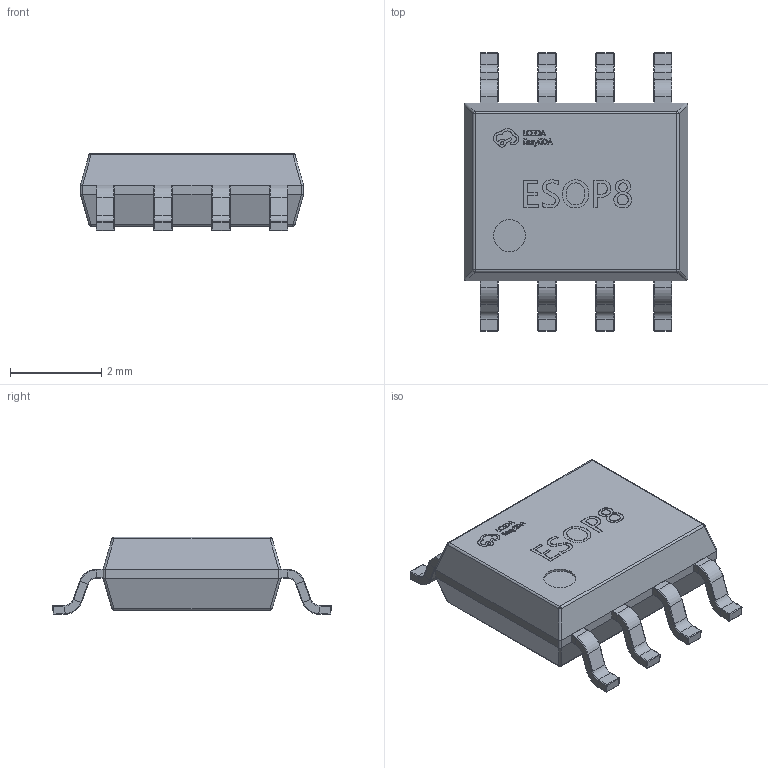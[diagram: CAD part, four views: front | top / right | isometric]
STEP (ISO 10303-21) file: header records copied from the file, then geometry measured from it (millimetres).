
FILE_DESCRIPTION(('FreeCAD Model'),'2;1');
FILE_NAME('Open CASCADE Shape Model','2025-02-18T16:52:43',(''),(''), 'Open CASCADE STEP processor 7.6','FreeCAD','Unknown');
FILE_SCHEMA(('AUTOMOTIVE_DESIGN { 1 0 10303 214 1 1 1 1 }'));
Length unit declared in the file: millimetre
Products named in the file (23): COMPOUND022; COMPOUND; COMPOUND001; COMPOUND002; COMPOUND003; COMPOUND004; COMPOUND005; COMPOUND006; COMPOUND007; COMPOUND008; COMPOUND009; COMPOUND010; COMPOUND011; COMPOUND012; COMPOUND013; COMPOUND014; COMPOUND015; COMPOUND016; COMPOUND017; COMPOUND018; COMPOUND019; COMPOUND020; COMPOUND021
Assembly tree (22 placements, depth 2):
  COMPOUND022
    COMPOUND
    COMPOUND001
    COMPOUND002
    COMPOUND003
    COMPOUND004
    COMPOUND005
    COMPOUND006
    COMPOUND007
    COMPOUND008
    COMPOUND009
    COMPOUND010
    COMPOUND011
    COMPOUND012
    COMPOUND013
    COMPOUND014
    COMPOUND015
    COMPOUND016
    COMPOUND017
    COMPOUND018
    COMPOUND019
    COMPOUND020
    COMPOUND021
Bounding box: 4.9 x 6.1 x 1.7 mm (x, y, z)
Volume: 29 mm3; surface area: 75.2 mm2
Topology: 22 solids, 22 shells, 822 faces, 1923 edges, 1146 vertices
Faces by surface type: plane 368, cylinder 190, bspline 152, torus 64, sphere 48
Entity records: 28362 total; most frequent: CARTESIAN_POINT 8770, ORIENTED_EDGE 3814, DIRECTION 3413, EDGE_CURVE 1907, VERTEX_POINT 1146, AXIS2_PLACEMENT_3D 1145, LINE 1123, VECTOR 1123
